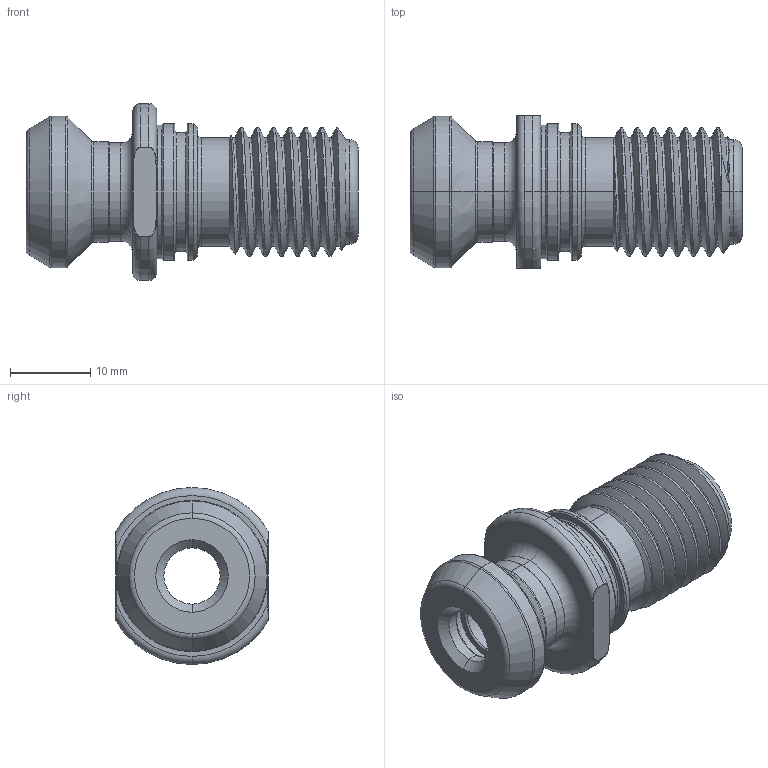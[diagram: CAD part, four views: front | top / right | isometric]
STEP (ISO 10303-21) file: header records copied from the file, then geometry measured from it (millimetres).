
FILE_DESCRIPTION (( 'STEP AP203' ), '1' );
FILE_NAME ('404.20.16.22.STEP', '2020-04-03T00:40:54', ( 'User' ), ( 'China' ), 'SwSTEP 2.0', 'SolidWorks 2016', '' );
FILE_SCHEMA (( 'CONFIG_CONTROL_DESIGN' ));
Length unit declared in the file: millimetre
Products named in the file (1): 404.20.16.22
Bounding box: 41.26 x 19 x 22 mm (x, y, z)
Volume: 6147.4 mm3; surface area: 4208.5 mm2
Topology: 1 solids, 1 shells, 129 faces, 288 edges, 168 vertices
Faces by surface type: cylinder 49, torus 34, cone 21, plane 14, bspline 11
Entity records: 5998 total; most frequent: CARTESIAN_POINT 3136, DIRECTION 621, ORIENTED_EDGE 576, EDGE_CURVE 288, AXIS2_PLACEMENT_3D 272, VERTEX_POINT 168, CIRCLE 153, EDGE_LOOP 138
